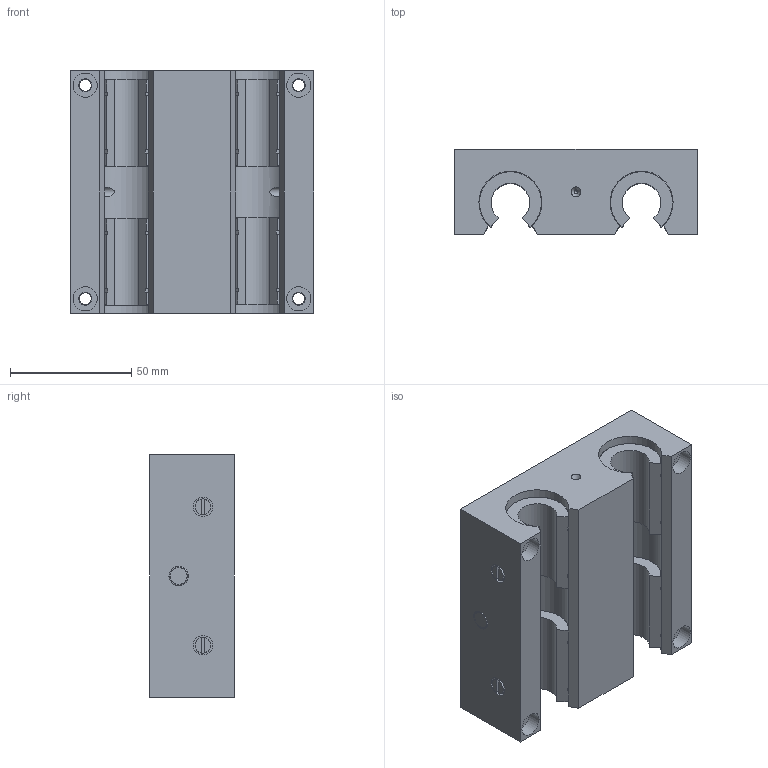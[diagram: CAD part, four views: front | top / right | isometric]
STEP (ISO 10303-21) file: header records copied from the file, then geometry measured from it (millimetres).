
FILE_DESCRIPTION(/* description */ ('Linearschlitten, offen, mit Kunststoffkäfig'),/* implementation_level */ '2;1');
FILE_NAME(/* name */ '191871-0.step',/* time_stamp */ '2021-08-19T13:51:49+02:00',/* author */ ('MuellerJ'),/* organization */ (''),/* preprocessor_version */ 'ST-DEVELOPER v18.1',/* originating_system */ 'Autodesk Inventor 2021',/* authorisation */ '');
FILE_SCHEMA (('AUTOMOTIVE_DESIGN { 1 0 10303 214 3 1 1 }'));
Length unit declared in the file: millimetre
Products named in the file (3): leer; leer_1; leer_2
Assembly tree (5 placements, depth 2):
  leer
    leer_1
    leer_2  x4
Bounding box: 100.5 x 35 x 100 mm (x, y, z)
Volume: 269886.8 mm3; surface area: 64258.8 mm2
Topology: 5 solids, 9 shells, 179 faces, 397 edges, 266 vertices
Faces by surface type: plane 98, cylinder 69, torus 10, cone 2
Full cylindrical faces by diameter (mm): 1.6 x1, 2.9 x4, 4 x6, 4.134 x8, 4.917 x4, 5.3 x4, 6.5 x4, 6.917 x2, 8 x6, 10 x4
Entity records: 3897 total; most frequent: CARTESIAN_POINT 845, DIRECTION 653, ORIENTED_EDGE 540, EDGE_CURVE 270, AXIS2_PLACEMENT_3D 260, VERTEX_POINT 182, EDGE_LOOP 178, LINE 133
